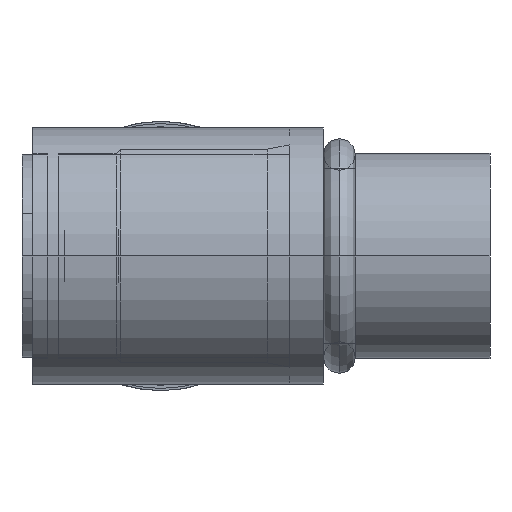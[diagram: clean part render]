
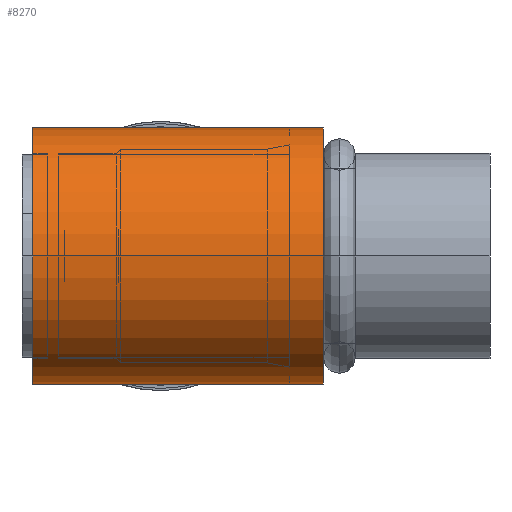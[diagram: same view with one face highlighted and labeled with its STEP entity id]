
A CAD part, left-side view. The second image highlights one B-rep face of the part: STEP entity #8270.
In plain terms, the highlighted cylindrical face has radius 6 mm (diameter 12 mm), a partial arc.
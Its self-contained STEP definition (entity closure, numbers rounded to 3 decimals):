
#201 = AXIS2_PLACEMENT_3D ( 'NONE', #4120, #1220, #7356 ) ;
#262 = CARTESIAN_POINT ( 'NONE',  ( 0., 12., 6. ) ) ;
#533 = DIRECTION ( 'NONE',  ( -1., 0., 0. ) ) ;
#597 = AXIS2_PLACEMENT_3D ( 'NONE', #2871, #5583, #8271 ) ;
#649 = AXIS2_PLACEMENT_3D ( 'NONE', #3946, #6646, #533 ) ;
#1182 = VECTOR ( 'NONE', #4471, 1000. ) ;
#1220 = DIRECTION ( 'NONE',  ( 0., -1., 0. ) ) ;
#1374 = CIRCLE ( 'NONE', #649, 6. ) ;
#1743 = EDGE_CURVE ( 'NONE', #5941, #6362, #3491, .T. ) ;
#1933 = CYLINDRICAL_SURFACE ( 'NONE', #201, 6. ) ;
#1984 = CARTESIAN_POINT ( 'NONE',  ( 0., -1.6, 6. ) ) ;
#2799 = VECTOR ( 'NONE', #2828, 1000. ) ;
#2828 = DIRECTION ( 'NONE',  ( 0., -1., 0. ) ) ;
#2871 = CARTESIAN_POINT ( 'NONE',  ( 0., 12., 0. ) ) ;
#2879 = EDGE_CURVE ( 'NONE', #3896, #2950, #3924, .T. ) ;
#2950 = VERTEX_POINT ( 'NONE', #6250 ) ;
#3051 = CIRCLE ( 'NONE', #597, 6. ) ;
#3491 = LINE ( 'NONE', #7561, #2799 ) ;
#3725 = ORIENTED_EDGE ( 'NONE', *, *, #7363, .F. ) ;
#3747 = CARTESIAN_POINT ( 'NONE',  ( 0., 0., -6. ) ) ;
#3896 = VERTEX_POINT ( 'NONE', #3747 ) ;
#3924 = LINE ( 'NONE', #6621, #6687 ) ;
#3946 = CARTESIAN_POINT ( 'NONE',  ( 0., -1.6, 0. ) ) ;
#4120 = CARTESIAN_POINT ( 'NONE',  ( 0., 12., 0. ) ) ;
#4331 = CARTESIAN_POINT ( 'NONE',  ( 0., 0., 6. ) ) ;
#4364 = DIRECTION ( 'NONE',  ( 0., 1., 0. ) ) ;
#4471 = DIRECTION ( 'NONE',  ( 0., -1., 0. ) ) ;
#4679 = EDGE_CURVE ( 'NONE', #2950, #7606, #1374, .T. ) ;
#4700 = CARTESIAN_POINT ( 'NONE',  ( 0., 12., 6. ) ) ;
#4702 = FACE_OUTER_BOUND ( 'NONE', #7779, .T. ) ;
#5175 = ORIENTED_EDGE ( 'NONE', *, *, #7216, .F. ) ;
#5583 = DIRECTION ( 'NONE',  ( 0., 1., 0. ) ) ;
#5616 = VECTOR ( 'NONE', #4364, 1000. ) ;
#5941 = VERTEX_POINT ( 'NONE', #4700 ) ;
#5995 = DIRECTION ( 'NONE',  ( 0., -1., 0. ) ) ;
#6250 = CARTESIAN_POINT ( 'NONE',  ( 0., -1.6, -6. ) ) ;
#6318 = ORIENTED_EDGE ( 'NONE', *, *, #2879, .T. ) ;
#6362 = VERTEX_POINT ( 'NONE', #4331 ) ;
#6621 = CARTESIAN_POINT ( 'NONE',  ( 0., 12., -6. ) ) ;
#6646 = DIRECTION ( 'NONE',  ( 0., 1., 0. ) ) ;
#6687 = VECTOR ( 'NONE', #5995, 1000. ) ;
#6742 = CARTESIAN_POINT ( 'NONE',  ( 0., 12., -6. ) ) ;
#6990 = LINE ( 'NONE', #262, #1182 ) ;
#7216 = EDGE_CURVE ( 'NONE', #7706, #5941, #3051, .T. ) ;
#7356 = DIRECTION ( 'NONE',  ( 0., 0., -1. ) ) ;
#7363 = EDGE_CURVE ( 'NONE', #6362, #7606, #6990, .T. ) ;
#7489 = ORIENTED_EDGE ( 'NONE', *, *, #8065, .F. ) ;
#7561 = CARTESIAN_POINT ( 'NONE',  ( 0., 12., 6. ) ) ;
#7606 = VERTEX_POINT ( 'NONE', #1984 ) ;
#7640 = ORIENTED_EDGE ( 'NONE', *, *, #4679, .T. ) ;
#7672 = LINE ( 'NONE', #8338, #5616 ) ;
#7706 = VERTEX_POINT ( 'NONE', #6742 ) ;
#7779 = EDGE_LOOP ( 'NONE', ( #3725, #8185, #5175, #7489, #6318, #7640 ) ) ;
#8065 = EDGE_CURVE ( 'NONE', #3896, #7706, #7672, .T. ) ;
#8185 = ORIENTED_EDGE ( 'NONE', *, *, #1743, .F. ) ;
#8270 = ADVANCED_FACE ( 'NONE', ( #4702 ), #1933, .T. ) ;
#8271 = DIRECTION ( 'NONE',  ( 0., 0., 1. ) ) ;
#8338 = CARTESIAN_POINT ( 'NONE',  ( 0., 12., -6. ) ) ;
